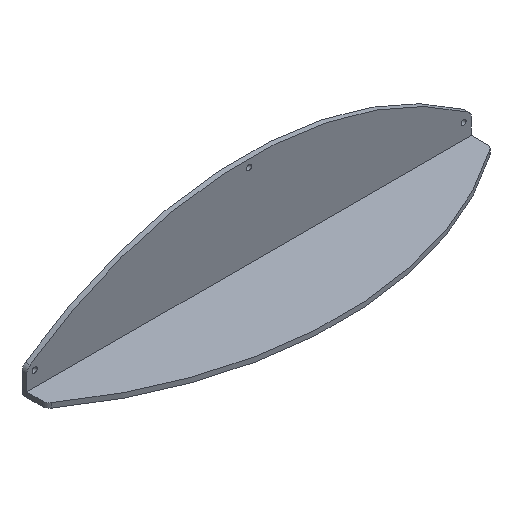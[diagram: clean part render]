
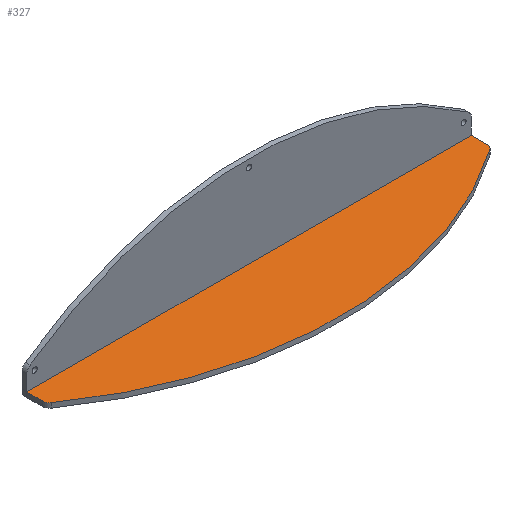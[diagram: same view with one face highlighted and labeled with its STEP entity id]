
A CAD part, isometric view. The second image highlights one B-rep face of the part: STEP entity #327.
In plain terms, the highlighted planar face has unit normal (0, 0, 1).
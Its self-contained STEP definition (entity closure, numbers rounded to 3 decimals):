
#33 = CYLINDRICAL_SURFACE('',#34,237.321);
#34 = AXIS2_PLACEMENT_3D('',#35,#36,#37);
#35 = CARTESIAN_POINT('',(0.,177.,-9.5));
#36 = DIRECTION('',(0.,0.,-1.));
#37 = DIRECTION('',(1.,0.,0.));
#58 = VERTEX_POINT('',#59);
#59 = CARTESIAN_POINT('',(137.233,-16.619,-9.5));
#73 = CYLINDRICAL_SURFACE('',#74,4.9);
#74 = AXIS2_PLACEMENT_3D('',#75,#76,#77);
#75 = CARTESIAN_POINT('',(134.4,-12.621,-9.5));
#76 = DIRECTION('',(0.,0.,-1.));
#77 = DIRECTION('',(0.578,-0.816,0.));
#85 = EDGE_CURVE('',#58,#86,#88,.T.);
#86 = VERTEX_POINT('',#87);
#87 = CARTESIAN_POINT('',(-137.233,-16.619,-9.5));
#88 = SURFACE_CURVE('',#89,(#94,#101),.PCURVE_S1.);
#89 = CIRCLE('',#90,237.321);
#90 = AXIS2_PLACEMENT_3D('',#91,#92,#93);
#91 = CARTESIAN_POINT('',(0.,177.,-9.5));
#92 = DIRECTION('',(0.,0.,-1.));
#93 = DIRECTION('',(1.,0.,0.));
#94 = PCURVE('',#33,#95);
#95 = DEFINITIONAL_REPRESENTATION('',(#96),#100);
#96 = LINE('',#97,#98);
#97 = CARTESIAN_POINT('',(0.,0.));
#98 = VECTOR('',#99,1.);
#99 = DIRECTION('',(1.,0.));
#100 = ( GEOMETRIC_REPRESENTATION_CONTEXT(2) 
PARAMETRIC_REPRESENTATION_CONTEXT() REPRESENTATION_CONTEXT('2D SPACE',''
  ) );
#101 = PCURVE('',#102,#107);
#102 = PLANE('',#103);
#103 = AXIS2_PLACEMENT_3D('',#104,#105,#106);
#104 = CARTESIAN_POINT('',(0.,177.,-9.5));
#105 = DIRECTION('',(0.,0.,-1.));
#106 = DIRECTION('',(1.,0.,0.));
#107 = DEFINITIONAL_REPRESENTATION('',(#108),#112);
#108 = CIRCLE('',#109,237.321);
#109 = AXIS2_PLACEMENT_2D('',#110,#111);
#110 = CARTESIAN_POINT('',(0.,0.));
#111 = DIRECTION('',(1.,0.));
#112 = ( GEOMETRIC_REPRESENTATION_CONTEXT(2) 
PARAMETRIC_REPRESENTATION_CONTEXT() REPRESENTATION_CONTEXT('2D SPACE',''
  ) );
#128 = CYLINDRICAL_SURFACE('',#129,4.9);
#129 = AXIS2_PLACEMENT_3D('',#130,#131,#132);
#130 = CARTESIAN_POINT('',(-134.4,-12.621,-9.5));
#131 = DIRECTION('',(0.,0.,-1.));
#132 = DIRECTION('',(-0.578,-0.816,0.)
  );
#188 = PLANE('',#189);
#189 = AXIS2_PLACEMENT_3D('',#190,#191,#192);
#190 = CARTESIAN_POINT('',(139.3,382.,-15.5));
#191 = DIRECTION('',(1.,0.,0.));
#192 = DIRECTION('',(0.,-1.,0.));
#263 = PLANE('',#264);
#264 = AXIS2_PLACEMENT_3D('',#265,#266,#267);
#265 = CARTESIAN_POINT('',(-139.3,382.,-6.5));
#266 = DIRECTION('',(-1.,0.,0.));
#267 = DIRECTION('',(0.,-1.,0.));
#277 = EDGE_CURVE('',#58,#278,#280,.T.);
#278 = VERTEX_POINT('',#279);
#279 = CARTESIAN_POINT('',(139.3,-12.621,-9.5));
#280 = SURFACE_CURVE('',#281,(#286,#293),.PCURVE_S1.);
#281 = CIRCLE('',#282,4.9);
#282 = AXIS2_PLACEMENT_3D('',#283,#284,#285);
#283 = CARTESIAN_POINT('',(134.4,-12.621,-9.5));
#284 = DIRECTION('',(0.,0.,1.));
#285 = DIRECTION('',(0.,1.,0.));
#286 = PCURVE('',#73,#287);
#287 = DEFINITIONAL_REPRESENTATION('',(#288),#292);
#288 = LINE('',#289,#290);
#289 = CARTESIAN_POINT('',(3.758,-0.));
#290 = VECTOR('',#291,1.);
#291 = DIRECTION('',(-1.,0.));
#292 = ( GEOMETRIC_REPRESENTATION_CONTEXT(2) 
PARAMETRIC_REPRESENTATION_CONTEXT() REPRESENTATION_CONTEXT('2D SPACE',''
  ) );
#293 = PCURVE('',#102,#294);
#294 = DEFINITIONAL_REPRESENTATION('',(#295),#303);
#295 = ( BOUNDED_CURVE() B_SPLINE_CURVE(2,(#296,#297,#298,#299,#300,#301
,#302),.UNSPECIFIED.,.T.,.F.) B_SPLINE_CURVE_WITH_KNOTS((1,2,2,2,2,1),(
    -2.094,0.,2.094,4.189,6.283,
8.378),.UNSPECIFIED.) CURVE() GEOMETRIC_REPRESENTATION_ITEM() 
RATIONAL_B_SPLINE_CURVE((1.,0.5,1.,0.5,1.,0.5,1.)) REPRESENTATION_ITEM(
  '') );
#296 = CARTESIAN_POINT('',(134.4,184.721));
#297 = CARTESIAN_POINT('',(125.913,184.721));
#298 = CARTESIAN_POINT('',(130.156,192.071));
#299 = CARTESIAN_POINT('',(134.4,199.421));
#300 = CARTESIAN_POINT('',(138.644,192.071));
#301 = CARTESIAN_POINT('',(142.887,184.721));
#302 = CARTESIAN_POINT('',(134.4,184.721));
#303 = ( GEOMETRIC_REPRESENTATION_CONTEXT(2) 
PARAMETRIC_REPRESENTATION_CONTEXT() REPRESENTATION_CONTEXT('2D SPACE',''
  ) );
#327 = ADVANCED_FACE('',(#328),#102,.F.);
#328 = FACE_BOUND('',#329,.F.);
#329 = EDGE_LOOP('',(#330,#358,#377,#378,#379,#403));
#330 = ORIENTED_EDGE('',*,*,#331,.F.);
#331 = EDGE_CURVE('',#332,#334,#336,.T.);
#332 = VERTEX_POINT('',#333);
#333 = CARTESIAN_POINT('',(139.3,-3.,-9.5));
#334 = VERTEX_POINT('',#335);
#335 = CARTESIAN_POINT('',(-139.3,-3.,-9.5));
#336 = SURFACE_CURVE('',#337,(#341,#347),.PCURVE_S1.);
#337 = LINE('',#338,#339);
#338 = CARTESIAN_POINT('',(0.,-3.,-9.5));
#339 = VECTOR('',#340,1.);
#340 = DIRECTION('',(-1.,-0.,0.));
#341 = PCURVE('',#102,#342);
#342 = DEFINITIONAL_REPRESENTATION('',(#343),#346);
#343 = B_SPLINE_CURVE_WITH_KNOTS('',1,(#344,#345),.UNSPECIFIED.,.F.,.F.,
  (2,2),(-139.3,139.3),.PIECEWISE_BEZIER_KNOTS.);
#344 = CARTESIAN_POINT('',(139.3,180.));
#345 = CARTESIAN_POINT('',(-139.3,180.));
#346 = ( GEOMETRIC_REPRESENTATION_CONTEXT(2) 
PARAMETRIC_REPRESENTATION_CONTEXT() REPRESENTATION_CONTEXT('2D SPACE',''
  ) );
#347 = PCURVE('',#348,#353);
#348 = PLANE('',#349);
#349 = AXIS2_PLACEMENT_3D('',#350,#351,#352);
#350 = CARTESIAN_POINT('',(0.,-3.,-189.5));
#351 = DIRECTION('',(0.,-1.,0.));
#352 = DIRECTION('',(1.,0.,0.));
#353 = DEFINITIONAL_REPRESENTATION('',(#354),#357);
#354 = B_SPLINE_CURVE_WITH_KNOTS('',1,(#355,#356),.UNSPECIFIED.,.F.,.F.,
  (2,2),(-139.3,139.3),.PIECEWISE_BEZIER_KNOTS.);
#355 = CARTESIAN_POINT('',(139.3,180.));
#356 = CARTESIAN_POINT('',(-139.3,180.));
#357 = ( GEOMETRIC_REPRESENTATION_CONTEXT(2) 
PARAMETRIC_REPRESENTATION_CONTEXT() REPRESENTATION_CONTEXT('2D SPACE',''
  ) );
#358 = ORIENTED_EDGE('',*,*,#359,.T.);
#359 = EDGE_CURVE('',#332,#278,#360,.T.);
#360 = SURFACE_CURVE('',#361,(#365,#371),.PCURVE_S1.);
#361 = LINE('',#362,#363);
#362 = CARTESIAN_POINT('',(139.3,279.5,-9.5));
#363 = VECTOR('',#364,1.);
#364 = DIRECTION('',(0.,-1.,0.));
#365 = PCURVE('',#102,#366);
#366 = DEFINITIONAL_REPRESENTATION('',(#367),#370);
#367 = B_SPLINE_CURVE_WITH_KNOTS('',1,(#368,#369),.UNSPECIFIED.,.F.,.F.,
  (2,2),(-102.5,297.5),.PIECEWISE_BEZIER_KNOTS.);
#368 = CARTESIAN_POINT('',(139.3,-205.));
#369 = CARTESIAN_POINT('',(139.3,195.));
#370 = ( GEOMETRIC_REPRESENTATION_CONTEXT(2) 
PARAMETRIC_REPRESENTATION_CONTEXT() REPRESENTATION_CONTEXT('2D SPACE',''
  ) );
#371 = PCURVE('',#188,#372);
#372 = DEFINITIONAL_REPRESENTATION('',(#373),#376);
#373 = B_SPLINE_CURVE_WITH_KNOTS('',1,(#374,#375),.UNSPECIFIED.,.F.,.F.,
  (2,2),(-102.5,297.5),.PIECEWISE_BEZIER_KNOTS.);
#374 = CARTESIAN_POINT('',(0.,-6.));
#375 = CARTESIAN_POINT('',(400.,-6.));
#376 = ( GEOMETRIC_REPRESENTATION_CONTEXT(2) 
PARAMETRIC_REPRESENTATION_CONTEXT() REPRESENTATION_CONTEXT('2D SPACE',''
  ) );
#377 = ORIENTED_EDGE('',*,*,#277,.F.);
#378 = ORIENTED_EDGE('',*,*,#85,.T.);
#379 = ORIENTED_EDGE('',*,*,#380,.T.);
#380 = EDGE_CURVE('',#86,#381,#383,.T.);
#381 = VERTEX_POINT('',#382);
#382 = CARTESIAN_POINT('',(-139.3,-12.621,-9.5));
#383 = SURFACE_CURVE('',#384,(#389,#396),.PCURVE_S1.);
#384 = CIRCLE('',#385,4.9);
#385 = AXIS2_PLACEMENT_3D('',#386,#387,#388);
#386 = CARTESIAN_POINT('',(-134.4,-12.621,-9.5));
#387 = DIRECTION('',(0.,0.,-1.));
#388 = DIRECTION('',(0.,1.,0.));
#389 = PCURVE('',#102,#390);
#390 = DEFINITIONAL_REPRESENTATION('',(#391),#395);
#391 = CIRCLE('',#392,4.9);
#392 = AXIS2_PLACEMENT_2D('',#393,#394);
#393 = CARTESIAN_POINT('',(-134.4,189.621));
#394 = DIRECTION('',(0.,-1.));
#395 = ( GEOMETRIC_REPRESENTATION_CONTEXT(2) 
PARAMETRIC_REPRESENTATION_CONTEXT() REPRESENTATION_CONTEXT('2D SPACE',''
  ) );
#396 = PCURVE('',#128,#397);
#397 = DEFINITIONAL_REPRESENTATION('',(#398),#402);
#398 = LINE('',#399,#400);
#399 = CARTESIAN_POINT('',(-3.758,0.));
#400 = VECTOR('',#401,1.);
#401 = DIRECTION('',(1.,0.));
#402 = ( GEOMETRIC_REPRESENTATION_CONTEXT(2) 
PARAMETRIC_REPRESENTATION_CONTEXT() REPRESENTATION_CONTEXT('2D SPACE',''
  ) );
#403 = ORIENTED_EDGE('',*,*,#404,.T.);
#404 = EDGE_CURVE('',#381,#334,#405,.T.);
#405 = SURFACE_CURVE('',#406,(#410,#416),.PCURVE_S1.);
#406 = LINE('',#407,#408);
#407 = CARTESIAN_POINT('',(-139.3,279.5,-9.5));
#408 = VECTOR('',#409,1.);
#409 = DIRECTION('',(-0.,1.,0.));
#410 = PCURVE('',#102,#411);
#411 = DEFINITIONAL_REPRESENTATION('',(#412),#415);
#412 = B_SPLINE_CURVE_WITH_KNOTS('',1,(#413,#414),.UNSPECIFIED.,.F.,.F.,
  (2,2),(-297.5,-279.5),.PIECEWISE_BEZIER_KNOTS.);
#413 = CARTESIAN_POINT('',(-139.3,195.));
#414 = CARTESIAN_POINT('',(-139.3,177.));
#415 = ( GEOMETRIC_REPRESENTATION_CONTEXT(2) 
PARAMETRIC_REPRESENTATION_CONTEXT() REPRESENTATION_CONTEXT('2D SPACE',''
  ) );
#416 = PCURVE('',#263,#417);
#417 = DEFINITIONAL_REPRESENTATION('',(#418),#421);
#418 = B_SPLINE_CURVE_WITH_KNOTS('',1,(#419,#420),.UNSPECIFIED.,.F.,.F.,
  (2,2),(-297.5,-279.5),.PIECEWISE_BEZIER_KNOTS.);
#419 = CARTESIAN_POINT('',(400.,-3.));
#420 = CARTESIAN_POINT('',(382.,-3.));
#421 = ( GEOMETRIC_REPRESENTATION_CONTEXT(2) 
PARAMETRIC_REPRESENTATION_CONTEXT() REPRESENTATION_CONTEXT('2D SPACE',''
  ) );
